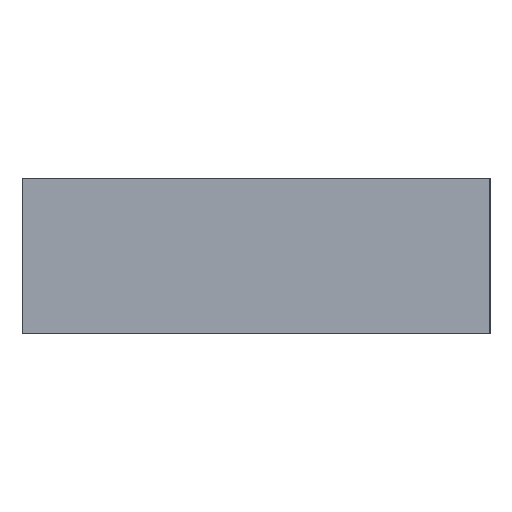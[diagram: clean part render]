
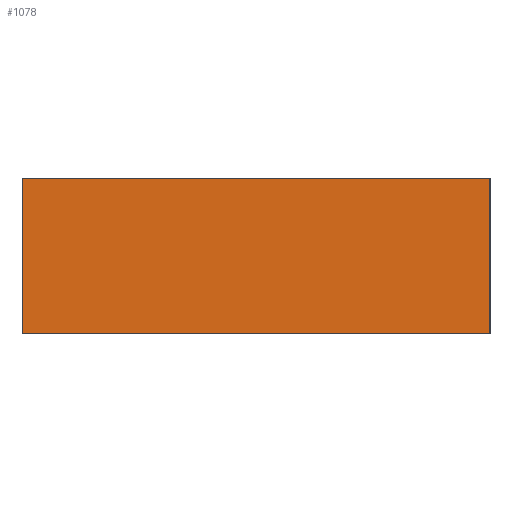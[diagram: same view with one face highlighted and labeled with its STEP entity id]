
A CAD part, left-side view. The second image highlights one B-rep face of the part: STEP entity #1078.
In plain terms, the highlighted planar face has unit normal (-1, 0, 0).
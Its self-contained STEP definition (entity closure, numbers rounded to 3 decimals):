
#3 = DIRECTION ( 'NONE',  ( 1., 0., 0. ) ) ;
#27 = VERTEX_POINT ( 'NONE', #1092 ) ;
#29 = VERTEX_POINT ( 'NONE', #1080 ) ;
#77 = CARTESIAN_POINT ( 'NONE',  ( 0., 6., 0. ) ) ;
#257 = FACE_OUTER_BOUND ( 'NONE', #1096, .T. ) ;
#347 = DIRECTION ( 'NONE',  ( 0., 0., -1. ) ) ;
#354 = CARTESIAN_POINT ( 'NONE',  ( 0., 0., 2. ) ) ;
#357 = CARTESIAN_POINT ( 'NONE',  ( 0., 6., 2. ) ) ;
#367 = PLANE ( 'NONE',  #717 ) ;
#386 = EDGE_CURVE ( 'NONE', #1079, #27, #549, .T. ) ;
#409 = EDGE_CURVE ( 'NONE', #1326, #29, #532, .T. ) ;
#462 = VECTOR ( 'NONE', #801, 1000. ) ;
#470 = LINE ( 'NONE', #813, #462 ) ;
#476 = LINE ( 'NONE', #822, #482 ) ;
#482 = VECTOR ( 'NONE', #820, 1000. ) ;
#521 = VECTOR ( 'NONE', #1283, 1000. ) ;
#532 = LINE ( 'NONE', #1131, #521 ) ;
#546 = VECTOR ( 'NONE', #1286, 1000. ) ;
#549 = LINE ( 'NONE', #1046, #546 ) ;
#614 = EDGE_CURVE ( 'NONE', #27, #29, #476, .T. ) ;
#618 = EDGE_CURVE ( 'NONE', #1079, #1326, #470, .T. ) ;
#717 = AXIS2_PLACEMENT_3D ( 'NONE', #354, #3, #347 ) ;
#801 = DIRECTION ( 'NONE',  ( 0., 0., -1. ) ) ;
#813 = CARTESIAN_POINT ( 'NONE',  ( 0., 6., 2. ) ) ;
#820 = DIRECTION ( 'NONE',  ( 0., 0., -1. ) ) ;
#822 = CARTESIAN_POINT ( 'NONE',  ( 0., 0., 2. ) ) ;
#930 = ORIENTED_EDGE ( 'NONE', *, *, #409, .T. ) ;
#932 = ORIENTED_EDGE ( 'NONE', *, *, #614, .F. ) ;
#934 = ORIENTED_EDGE ( 'NONE', *, *, #386, .F. ) ;
#936 = ORIENTED_EDGE ( 'NONE', *, *, #618, .T. ) ;
#1046 = CARTESIAN_POINT ( 'NONE',  ( 0., 0., 2. ) ) ;
#1078 = ADVANCED_FACE ( 'NONE', ( #257 ), #367, .F. ) ;
#1079 = VERTEX_POINT ( 'NONE', #357 ) ;
#1080 = CARTESIAN_POINT ( 'NONE',  ( 0., 0., 0. ) ) ;
#1092 = CARTESIAN_POINT ( 'NONE',  ( 0., 0., 2. ) ) ;
#1096 = EDGE_LOOP ( 'NONE', ( #930, #932, #934, #936 ) ) ;
#1131 = CARTESIAN_POINT ( 'NONE',  ( 0., 0., 0. ) ) ;
#1283 = DIRECTION ( 'NONE',  ( 0., -1., 0. ) ) ;
#1286 = DIRECTION ( 'NONE',  ( 0., -1., 0. ) ) ;
#1326 = VERTEX_POINT ( 'NONE', #77 ) ;
